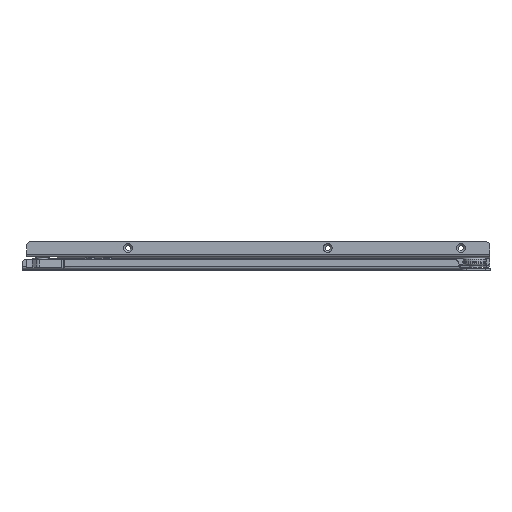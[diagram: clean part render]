
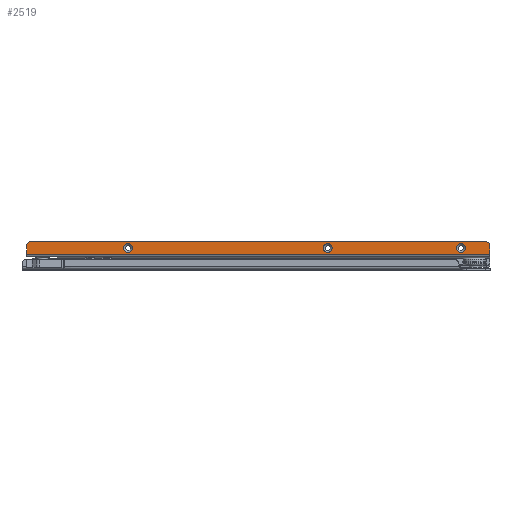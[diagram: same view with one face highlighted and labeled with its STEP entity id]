
A CAD part, front view. The second image highlights one B-rep face of the part: STEP entity #2519.
In plain terms, the highlighted planar face has unit normal (0, -1, 0).
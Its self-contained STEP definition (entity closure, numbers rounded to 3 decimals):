
#155 = LINE ( 'NONE', #17128, #14479 ) ;
#187 = VECTOR ( 'NONE', #3174, 1000. ) ;
#1163 = EDGE_CURVE ( 'NONE', #6801, #12895, #155, .T. ) ;
#1202 = DIRECTION ( 'NONE',  ( 0., -1., 0. ) ) ;
#1409 = LINE ( 'NONE', #14584, #6739 ) ;
#1564 = VERTEX_POINT ( 'NONE', #3792 ) ;
#1816 = DIRECTION ( 'NONE',  ( -1., 0., 0. ) ) ;
#1970 = CARTESIAN_POINT ( 'NONE',  ( 4., -8.95, 8.826 ) ) ;
#2088 = EDGE_CURVE ( 'NONE', #7241, #15561, #7343, .T. ) ;
#2171 = AXIS2_PLACEMENT_3D ( 'NONE', #14928, #16141, #5943 ) ;
#2374 = CIRCLE ( 'NONE', #11224, 4.25 ) ;
#2414 = VERTEX_POINT ( 'NONE', #15830 ) ;
#2519 = ADVANCED_FACE ( 'NONE', ( #3466, #8745, #6063, #14028 ), #11341, .T. ) ;
#2549 = LINE ( 'NONE', #2729, #11439 ) ;
#2729 = CARTESIAN_POINT ( 'NONE',  ( 0., -8.95, 12.826 ) ) ;
#2877 = VERTEX_POINT ( 'NONE', #9757 ) ;
#3029 = VERTEX_POINT ( 'NONE', #12216 ) ;
#3056 = CARTESIAN_POINT ( 'NONE',  ( 289.5, -8.95, 6.5 ) ) ;
#3174 = DIRECTION ( 'NONE',  ( 1., 0., 0. ) ) ;
#3276 = VERTEX_POINT ( 'NONE', #14868 ) ;
#3401 = CARTESIAN_POINT ( 'NONE',  ( 289.5, -8.95, 2.25 ) ) ;
#3466 = FACE_BOUND ( 'NONE', #11445, .T. ) ;
#3734 = CIRCLE ( 'NONE', #5955, 4. ) ;
#3765 = DIRECTION ( 'NONE',  ( 0., 0., -1. ) ) ;
#3781 = EDGE_CURVE ( 'NONE', #6801, #1564, #5779, .T. ) ;
#3792 = CARTESIAN_POINT ( 'NONE',  ( 442.572, -8.95, 12.826 ) ) ;
#3838 = VERTEX_POINT ( 'NONE', #12776 ) ;
#3869 = ORIENTED_EDGE ( 'NONE', *, *, #12060, .T. ) ;
#4126 = CARTESIAN_POINT ( 'NONE',  ( 417.5, -8.95, 2.25 ) ) ;
#4173 = CARTESIAN_POINT ( 'NONE',  ( 443.5, -8.95, 12.29 ) ) ;
#4475 = DIRECTION ( 'NONE',  ( -1., 0., 0. ) ) ;
#4485 = DIRECTION ( 'NONE',  ( 0., 0., -1. ) ) ;
#4576 = DIRECTION ( 'NONE',  ( 0., -1., 0. ) ) ;
#5074 = AXIS2_PLACEMENT_3D ( 'NONE', #6687, #8072, #8165 ) ;
#5465 = CARTESIAN_POINT ( 'NONE',  ( 97.5, -8.95, 2.25 ) ) ;
#5473 = CIRCLE ( 'NONE', #2171, 4.25 ) ;
#5529 = CARTESIAN_POINT ( 'NONE',  ( 2.928, -8.95, 12.826 ) ) ;
#5650 = DIRECTION ( 'NONE',  ( 0., 1., 0. ) ) ;
#5779 = LINE ( 'NONE', #16324, #187 ) ;
#5929 = CARTESIAN_POINT ( 'NONE',  ( 0., -8.95, 0.5 ) ) ;
#5943 = DIRECTION ( 'NONE',  ( 0., 0., -1. ) ) ;
#5955 = AXIS2_PLACEMENT_3D ( 'NONE', #16801, #1202, #15570 ) ;
#6063 = FACE_BOUND ( 'NONE', #7263, .T. ) ;
#6095 = ORIENTED_EDGE ( 'NONE', *, *, #12900, .T. ) ;
#6102 = LINE ( 'NONE', #5929, #13387 ) ;
#6378 = DIRECTION ( 'NONE',  ( 0., 0., -1. ) ) ;
#6687 = CARTESIAN_POINT ( 'NONE',  ( 97.5, -8.95, 6.5 ) ) ;
#6739 = VECTOR ( 'NONE', #3765, 1000. ) ;
#6801 = VERTEX_POINT ( 'NONE', #5529 ) ;
#6871 = EDGE_CURVE ( 'NONE', #12895, #3276, #9662, .T. ) ;
#6951 = CARTESIAN_POINT ( 'NONE',  ( 289.5, -8.95, 6.5 ) ) ;
#7012 = DIRECTION ( 'NONE',  ( 0., -1., 0. ) ) ;
#7128 = EDGE_LOOP ( 'NONE', ( #10410, #7488 ) ) ;
#7241 = VERTEX_POINT ( 'NONE', #15187 ) ;
#7263 = EDGE_LOOP ( 'NONE', ( #15243, #6095 ) ) ;
#7273 = CIRCLE ( 'NONE', #14990, 4.25 ) ;
#7296 = EDGE_CURVE ( 'NONE', #10318, #8238, #5473, .T. ) ;
#7343 = CIRCLE ( 'NONE', #14516, 4.25 ) ;
#7416 = AXIS2_PLACEMENT_3D ( 'NONE', #1970, #4576, #4475 ) ;
#7488 = ORIENTED_EDGE ( 'NONE', *, *, #2088, .T. ) ;
#7763 = VERTEX_POINT ( 'NONE', #14444 ) ;
#7977 = ORIENTED_EDGE ( 'NONE', *, *, #11779, .T. ) ;
#8072 = DIRECTION ( 'NONE',  ( 0., 1., 0. ) ) ;
#8083 = DIRECTION ( 'NONE',  ( 0., 1., 0. ) ) ;
#8165 = DIRECTION ( 'NONE',  ( 0., 0., -1. ) ) ;
#8238 = VERTEX_POINT ( 'NONE', #4126 ) ;
#8533 = ORIENTED_EDGE ( 'NONE', *, *, #7296, .T. ) ;
#8648 = DIRECTION ( 'NONE',  ( 0., 1., 0. ) ) ;
#8745 = FACE_BOUND ( 'NONE', #7128, .T. ) ;
#9007 = ORIENTED_EDGE ( 'NONE', *, *, #16593, .F. ) ;
#9052 = DIRECTION ( 'NONE',  ( 0., 0., 1. ) ) ;
#9662 = CIRCLE ( 'NONE', #7416, 4. ) ;
#9757 = CARTESIAN_POINT ( 'NONE',  ( 443.5, -8.95, 12.29 ) ) ;
#9793 = ORIENTED_EDGE ( 'NONE', *, *, #11323, .T. ) ;
#10267 = CARTESIAN_POINT ( 'NONE',  ( 2., -8.95, 12.29 ) ) ;
#10318 = VERTEX_POINT ( 'NONE', #10597 ) ;
#10410 = ORIENTED_EDGE ( 'NONE', *, *, #15513, .T. ) ;
#10597 = CARTESIAN_POINT ( 'NONE',  ( 417.5, -8.95, 10.75 ) ) ;
#10607 = ORIENTED_EDGE ( 'NONE', *, *, #11540, .T. ) ;
#10756 = EDGE_CURVE ( 'NONE', #15866, #3838, #12027, .T. ) ;
#10886 = AXIS2_PLACEMENT_3D ( 'NONE', #16340, #8648, #4485 ) ;
#10922 = DIRECTION ( 'NONE',  ( 0., 0., -1. ) ) ;
#11224 = AXIS2_PLACEMENT_3D ( 'NONE', #15622, #12956, #6378 ) ;
#11323 = EDGE_CURVE ( 'NONE', #8238, #10318, #16708, .T. ) ;
#11341 = PLANE ( 'NONE',  #15065 ) ;
#11376 = DIRECTION ( 'NONE',  ( 1., 0., 0. ) ) ;
#11439 = VECTOR ( 'NONE', #9052, 1000. ) ;
#11445 = EDGE_LOOP ( 'NONE', ( #9793, #8533 ) ) ;
#11540 = EDGE_CURVE ( 'NONE', #2414, #7763, #6102, .T. ) ;
#11768 = ORIENTED_EDGE ( 'NONE', *, *, #1163, .T. ) ;
#11779 = EDGE_CURVE ( 'NONE', #2877, #1564, #16028, .T. ) ;
#11968 = DIRECTION ( 'NONE',  ( -0.866, 0., 0.5 ) ) ;
#12027 = CIRCLE ( 'NONE', #5074, 4.25 ) ;
#12060 = EDGE_CURVE ( 'NONE', #3029, #2877, #3734, .T. ) ;
#12216 = CARTESIAN_POINT ( 'NONE',  ( 445.5, -8.95, 8.826 ) ) ;
#12776 = CARTESIAN_POINT ( 'NONE',  ( 97.5, -8.95, 10.75 ) ) ;
#12895 = VERTEX_POINT ( 'NONE', #10267 ) ;
#12900 = EDGE_CURVE ( 'NONE', #3838, #15866, #2374, .T. ) ;
#12956 = DIRECTION ( 'NONE',  ( 0., 1., 0. ) ) ;
#13354 = DIRECTION ( 'NONE',  ( 0., 0., -1. ) ) ;
#13355 = ORIENTED_EDGE ( 'NONE', *, *, #16605, .F. ) ;
#13387 = VECTOR ( 'NONE', #11376, 1000. ) ;
#13678 = CARTESIAN_POINT ( 'NONE',  ( 0., -8.95, -29.674 ) ) ;
#13683 = VECTOR ( 'NONE', #11968, 1000. ) ;
#14028 = FACE_OUTER_BOUND ( 'NONE', #16600, .T. ) ;
#14399 = ORIENTED_EDGE ( 'NONE', *, *, #6871, .T. ) ;
#14444 = CARTESIAN_POINT ( 'NONE',  ( 445.5, -8.95, 0.5 ) ) ;
#14479 = VECTOR ( 'NONE', #16004, 1000. ) ;
#14516 = AXIS2_PLACEMENT_3D ( 'NONE', #6951, #5650, #10922 ) ;
#14584 = CARTESIAN_POINT ( 'NONE',  ( 445.5, -8.95, 12.826 ) ) ;
#14868 = CARTESIAN_POINT ( 'NONE',  ( 0., -8.95, 8.826 ) ) ;
#14928 = CARTESIAN_POINT ( 'NONE',  ( 417.5, -8.95, 6.5 ) ) ;
#14990 = AXIS2_PLACEMENT_3D ( 'NONE', #3056, #8083, #13354 ) ;
#15065 = AXIS2_PLACEMENT_3D ( 'NONE', #13678, #7012, #1816 ) ;
#15187 = CARTESIAN_POINT ( 'NONE',  ( 289.5, -8.95, 10.75 ) ) ;
#15243 = ORIENTED_EDGE ( 'NONE', *, *, #10756, .T. ) ;
#15513 = EDGE_CURVE ( 'NONE', #15561, #7241, #7273, .T. ) ;
#15561 = VERTEX_POINT ( 'NONE', #3401 ) ;
#15570 = DIRECTION ( 'NONE',  ( -1., 0., 0. ) ) ;
#15622 = CARTESIAN_POINT ( 'NONE',  ( 97.5, -8.95, 6.5 ) ) ;
#15830 = CARTESIAN_POINT ( 'NONE',  ( 0., -8.95, 0.5 ) ) ;
#15866 = VERTEX_POINT ( 'NONE', #5465 ) ;
#16004 = DIRECTION ( 'NONE',  ( -0.866, 0., -0.5 ) ) ;
#16028 = LINE ( 'NONE', #4173, #13683 ) ;
#16141 = DIRECTION ( 'NONE',  ( 0., 1., 0. ) ) ;
#16324 = CARTESIAN_POINT ( 'NONE',  ( 0., -8.95, 12.826 ) ) ;
#16340 = CARTESIAN_POINT ( 'NONE',  ( 417.5, -8.95, 6.5 ) ) ;
#16368 = ORIENTED_EDGE ( 'NONE', *, *, #3781, .F. ) ;
#16593 = EDGE_CURVE ( 'NONE', #3029, #7763, #1409, .T. ) ;
#16600 = EDGE_LOOP ( 'NONE', ( #13355, #10607, #9007, #3869, #7977, #16368, #11768, #14399 ) ) ;
#16605 = EDGE_CURVE ( 'NONE', #2414, #3276, #2549, .T. ) ;
#16708 = CIRCLE ( 'NONE', #10886, 4.25 ) ;
#16801 = CARTESIAN_POINT ( 'NONE',  ( 441.5, -8.95, 8.826 ) ) ;
#17128 = CARTESIAN_POINT ( 'NONE',  ( 8., -8.95, 15.754 ) ) ;
